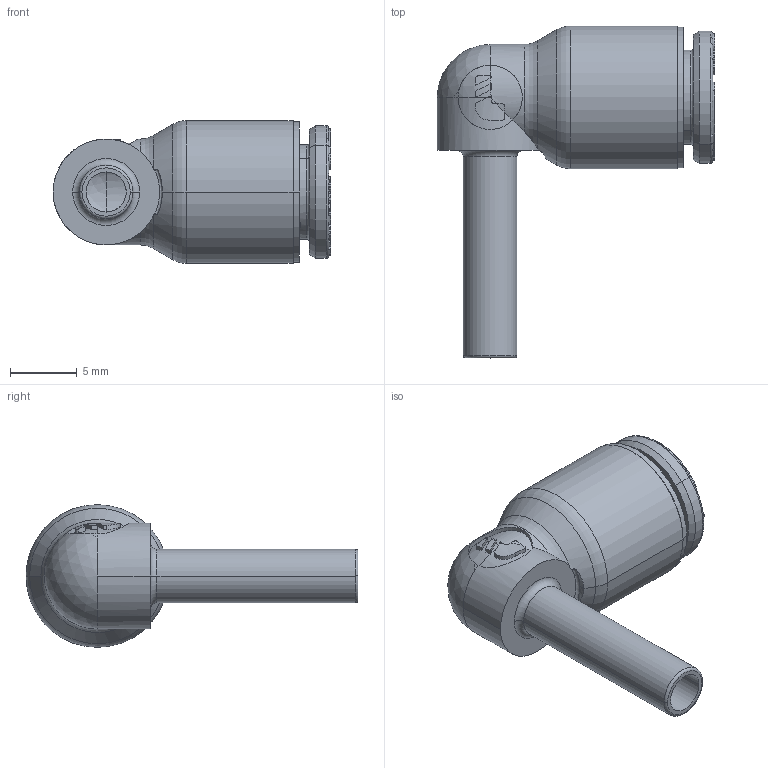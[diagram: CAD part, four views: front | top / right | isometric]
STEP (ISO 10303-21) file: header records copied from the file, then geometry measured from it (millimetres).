
FILE_DESCRIPTION(('STEP AP214'),'1');
FILE_NAME('6882_06_04.stp','2016-07-07T14:49:06',('TraceParts'),('TraceParts S.A.'),'Spatial InterOp 3D',' ',' ');
FILE_SCHEMA(('automotive_design'));
Length unit declared in the file: millimetre
Products named in the file (6): 6882 06 04|44106-64_ASM_2183#44106-64_ASM|44106-26_2179#44106-26;Solide1; 6882 06 04|44106-64_ASM_2183#44106-64_ASM|44106_2180#44106;Solide1; 6882 06 04|44106-64_ASM_2183#44106-64_ASM|44106-27_2181#44106-27;Solide1; 6882 06 04|44106-64_ASM_2183#44106-64_ASM|44126-20_2182#44126-20;Solide1; 6882 06 04|44516-12_2178#44516-12;Solide1; 6882 06 04|44106-11-10-ASM_2184#44106-11-10-ASM;Solide1
Bounding box: 20.72 x 24.77 x 10.65 mm (x, y, z)
Volume: 893.7 mm3; surface area: 2490.1 mm2
Topology: 6 solids, 6 shells, 625 faces, 1648 edges, 1048 vertices
Faces by surface type: plane 300, cylinder 118, cone 77, torus 65, bspline 54, sphere 11
Entity records: 28071 total; most frequent: CARTESIAN_POINT 7556, ORIENTED_EDGE 3292, DIRECTION 3139, EDGE_CURVE 1646, AXIS2_PLACEMENT_3D 1092, VERTEX_POINT 1048, LINE 955, VECTOR 955
